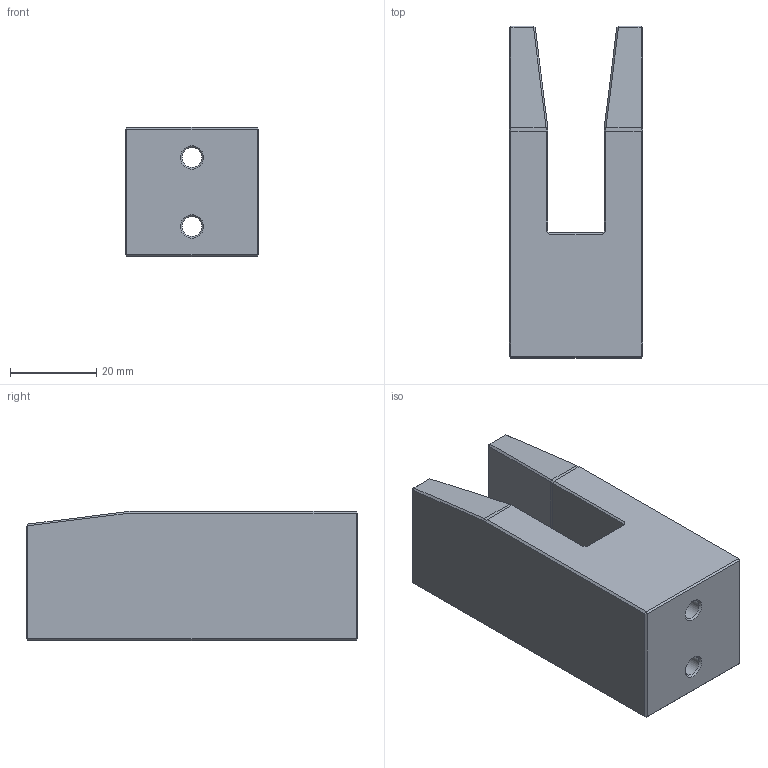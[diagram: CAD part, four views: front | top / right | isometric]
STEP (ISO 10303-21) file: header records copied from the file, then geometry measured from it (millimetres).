
FILE_DESCRIPTION(('FreeCAD Model'),'2;1');
FILE_NAME('Open CASCADE Shape Model','2023-09-07T14:04:18',(''),(''), 'Open CASCADE STEP processor 7.6','FreeCAD','Unknown');
FILE_SCHEMA(('AUTOMOTIVE_DESIGN { 1 0 10303 214 1 1 1 1 }'));
Length unit declared in the file: millimetre
Products named in the file (1): Body
Bounding box: 31 x 77 x 30 mm (x, y, z)
Volume: 47589.2 mm3; surface area: 13371.3 mm2
Topology: 1 solids, 1 shells, 84 faces, 172 edges, 92 vertices
Faces by surface type: plane 70, cone 8, cylinder 4, bspline 2
Full cylindrical faces by diameter (mm): 4.6 x2, 10 x2
Entity records: 2272 total; most frequent: CARTESIAN_POINT 509, DIRECTION 354, ORIENTED_EDGE 344, EDGE_CURVE 172, LINE 156, VECTOR 156, AXIS2_PLACEMENT_3D 99, VERTEX_POINT 92
